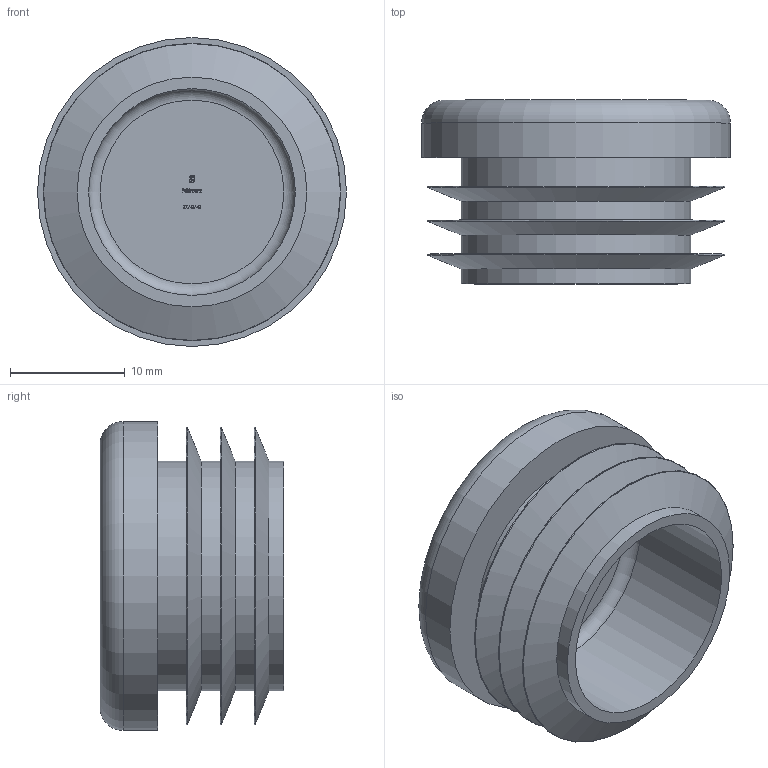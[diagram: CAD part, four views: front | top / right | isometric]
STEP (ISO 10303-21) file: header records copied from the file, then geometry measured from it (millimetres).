
FILE_DESCRIPTION (( 'STEP AP203' ), '1' );
FILE_NAME ('177-27-G.STEP', '2021-11-24T15:51:49', ( '' ), ( '' ), 'SwSTEP 2.0', 'SolidWorks 2018', '' );
FILE_SCHEMA (( 'CONFIG_CONTROL_DESIGN' ));
Length unit declared in the file: millimetre
Products named in the file (2): 177-27-G
Bounding box: 26.9 x 16 x 26.9 mm (x, y, z)
Volume: 3864.4 mm3; surface area: 3871.9 mm2
Topology: 1 solids, 1 shells, 240 faces, 637 edges, 424 vertices
Faces by surface type: plane 143, bspline 83, cylinder 6, torus 5, cone 3
Full cylindrical faces by diameter (mm): 18 x1, 20 x4, 26.9 x1
Entity records: 11102 total; most frequent: CARTESIAN_POINT 5624, ORIENTED_EDGE 1234, DIRECTION 789, EDGE_CURVE 617, LINE 431, VECTOR 431, VERTEX_POINT 418, EDGE_LOOP 279
